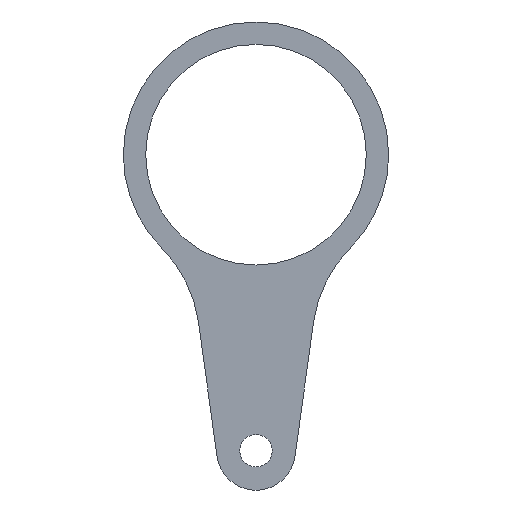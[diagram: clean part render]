
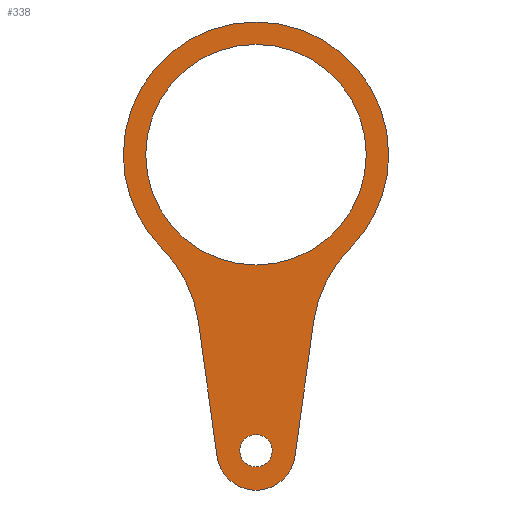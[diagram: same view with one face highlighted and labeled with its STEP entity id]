
A CAD part, front view. The second image highlights one B-rep face of the part: STEP entity #338.
In plain terms, the highlighted planar face has unit normal (0, -1, 0).
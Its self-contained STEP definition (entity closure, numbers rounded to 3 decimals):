
#3=CARTESIAN_POINT('POINT2',(-1.984,-0.794,-36.306
   ));
#4=VERTEX_POINT('VERTEX2',#3);
#20=CARTESIAN_POINT('POINT4',(1.984,-0.794,-36.306
   ));
#21=VERTEX_POINT('VERTEX4',#20);
#28=CARTESIAN_POINT('POS4',(0.,-0.794,
   -36.306));
#29=DIRECTION('DIR5',(0.,-1.,0.));
#30=DIRECTION('DIR6',(1.,0.,0.));
#31=AXIS2_PLACEMENT_3D('AXIS2',#28,#29,#30);
#32=CIRCLE('ELLIPSE2',#31,1.984);
#33=EDGE_CURVE('EDGE4',#21,#4,#32,.T.);
#52=CARTESIAN_POINT('POS7',(0.,-0.794,
   -36.306));
#53=DIRECTION('DIR11',(0.,-1.,0.));
#54=DIRECTION('DIR12',(-1.,0.,0.));
#55=AXIS2_PLACEMENT_3D('AXIS5',#52,#53,#54);
#56=CIRCLE('ELLIPSE4',#55,1.984);
#57=EDGE_CURVE('EDGE6',#4,#21,#56,.T.);
#69=CARTESIAN_POINT('POINT6',(-13.526,-0.794,0.));
#70=VERTEX_POINT('VERTEX6',#69);
#86=CARTESIAN_POINT('POINT8',(13.526,-0.794,0.));
#87=VERTEX_POINT('VERTEX8',#86);
#94=CARTESIAN_POINT('POS12',(0.,-0.794,0.));
#95=DIRECTION('DIR19',(0.,-1.,0.));
#96=DIRECTION('DIR20',(1.,0.,0.));
#97=AXIS2_PLACEMENT_3D('AXIS8',#94,#95,#96);
#98=CIRCLE('ELLIPSE6',#97,13.526);
#99=EDGE_CURVE('EDGE10',#87,#70,#98,.T.);
#118=CARTESIAN_POINT('POS15',(0.,-0.794,0.));
#119=DIRECTION('DIR25',(0.,-1.,0.));
#120=DIRECTION('DIR26',(-1.,0.,0.));
#121=AXIS2_PLACEMENT_3D('AXIS11',#118,#119,#120);
#122=CIRCLE('ELLIPSE8',#121,13.526);
#123=EDGE_CURVE('EDGE12',#70,#87,#122,.T.);
#133=CARTESIAN_POINT('POINT9',(-7.066,-0.794,
   -20.491));
#134=VERTEX_POINT('VERTEX9',#133);
#151=CARTESIAN_POINT('POINT12',(-4.78,-0.794,
   -36.969));
#152=VERTEX_POINT('VERTEX12',#151);
#159=CARTESIAN_POINT('POS20',(-4.78,-0.794,
   -36.969));
#160=DIRECTION('DIR32',(-0.137,0.,
   0.991));
#161=VECTOR('VEC8',#160,25.4);
#162=LINE('STRAIGHT8',#159,#161);
#163=EDGE_CURVE('EDGE16',#152,#134,#162,.T.);
#183=CARTESIAN_POINT('POINT14',(4.78,-0.794,
   -36.969));
#184=VERTEX_POINT('VERTEX14',#183);
#191=CARTESIAN_POINT('POS24',(0.,-0.794,-36.306));
#192=DIRECTION('DIR38',(0.,1.,0.));
#193=DIRECTION('DIR39',(0.991,0.,
   -0.137));
#194=AXIS2_PLACEMENT_3D('AXIS15',#191,#192,#193);
#195=CIRCLE('ELLIPSE10',#194,4.826);
#196=EDGE_CURVE('EDGE19',#184,#152,#195,.T.);
#215=CARTESIAN_POINT('POINT16',(7.066,-0.794,
   -20.491));
#216=VERTEX_POINT('VERTEX16',#215);
#223=CARTESIAN_POINT('POS28',(7.066,-0.794,
   -20.491));
#224=DIRECTION('DIR44',(-0.137,0.,
   -0.991));
#225=VECTOR('VEC12',#224,25.4);
#226=LINE('STRAIGHT12',#223,#225);
#227=EDGE_CURVE('EDGE22',#216,#184,#226,.T.);
#246=CARTESIAN_POINT('POINT18',(11.536,-0.794,
   -11.476));
#247=VERTEX_POINT('VERTEX18',#246);
#254=CARTESIAN_POINT('POS32',(22.79,-0.794,
   -22.672));
#255=DIRECTION('DIR50',(0.,1.,0.));
#256=DIRECTION('DIR51',(-0.991,0.,
   0.137));
#257=AXIS2_PLACEMENT_3D('AXIS19',#254,#255,#256);
#258=CIRCLE('ELLIPSE12',#257,15.875);
#259=EDGE_CURVE('EDGE25',#216,#247,#258,.T.);
#270=CARTESIAN_POINT('POINT19',(16.272,-0.794,
   0.));
#271=VERTEX_POINT('VERTEX19',#270);
#280=CARTESIAN_POINT('POS35',(0.,-0.794,0.));
#281=DIRECTION('DIR55',(0.,1.,0.));
#282=DIRECTION('DIR56',(-0.709,0.,
   -0.705));
#283=AXIS2_PLACEMENT_3D('AXIS21',#280,#281,#282);
#284=CIRCLE('ELLIPSE13',#283,16.272);
#285=EDGE_CURVE('EDGE27',#271,#247,#284,.T.);
#303=CARTESIAN_POINT('POINT21',(-11.536,-0.794,
   -11.476));
#304=VERTEX_POINT('VERTEX21',#303);
#305=CARTESIAN_POINT('POS38',(-22.79,-0.794,
   -22.672));
#306=DIRECTION('DIR61',(0.,1.,0.));
#307=DIRECTION('DIR62',(0.709,0.,
   0.705));
#308=AXIS2_PLACEMENT_3D('AXIS24',#305,#306,#307);
#309=CIRCLE('ELLIPSE15',#308,15.875);
#310=EDGE_CURVE('EDGE29',#304,#134,#309,.T.);
#311=ORIENTED_EDGE('COEDGE37',*,*,#310,.T.);
#312=ORIENTED_EDGE('COEDGE38',*,*,#163,.F.);
#313=ORIENTED_EDGE('COEDGE39',*,*,#196,.F.);
#314=ORIENTED_EDGE('COEDGE40',*,*,#227,.F.);
#315=ORIENTED_EDGE('COEDGE41',*,*,#259,.T.);
#316=ORIENTED_EDGE('COEDGE42',*,*,#285,.F.);
#317=CARTESIAN_POINT('POINT22',(-16.272,-0.794,
   0.));
#318=VERTEX_POINT('VERTEX22',#317);
#319=EDGE_CURVE('EDGE30',#318,#271,#284,.T.);
#320=ORIENTED_EDGE('COEDGE43',*,*,#319,.F.);
#321=EDGE_CURVE('EDGE31',#304,#318,#284,.T.);
#322=ORIENTED_EDGE('COEDGE44',*,*,#321,.F.);
#323=EDGE_LOOP('NONE',(#311,#312,#313,#314,#315,#316,#320,#322));
#324=FACE_BOUND('LOOP1',#323,.T.);
#325=ORIENTED_EDGE('COEDGE45',*,*,#123,.F.);
#326=ORIENTED_EDGE('COEDGE46',*,*,#99,.F.);
#327=EDGE_LOOP('NONE',(#325,#326));
#328=FACE_BOUND('LOOP1',#327,.T.);
#329=ORIENTED_EDGE('COEDGE47',*,*,#57,.F.);
#330=ORIENTED_EDGE('COEDGE48',*,*,#33,.F.);
#331=EDGE_LOOP('NONE',(#329,#330));
#332=FACE_BOUND('LOOP1',#331,.T.);
#333=CARTESIAN_POINT('POS39',(0.,-0.794,0.));
#334=DIRECTION('DIR63',(0.,1.,0.));
#335=DIRECTION('DIR64',(1.,0.,0.));
#336=AXIS2_PLACEMENT_3D('AXIS25',#333,#334,#335);
#337=PLANE('PLANE3',#336);
#338=ADVANCED_FACE('FACE10',(#324,#328,#332),#337,.F.);
